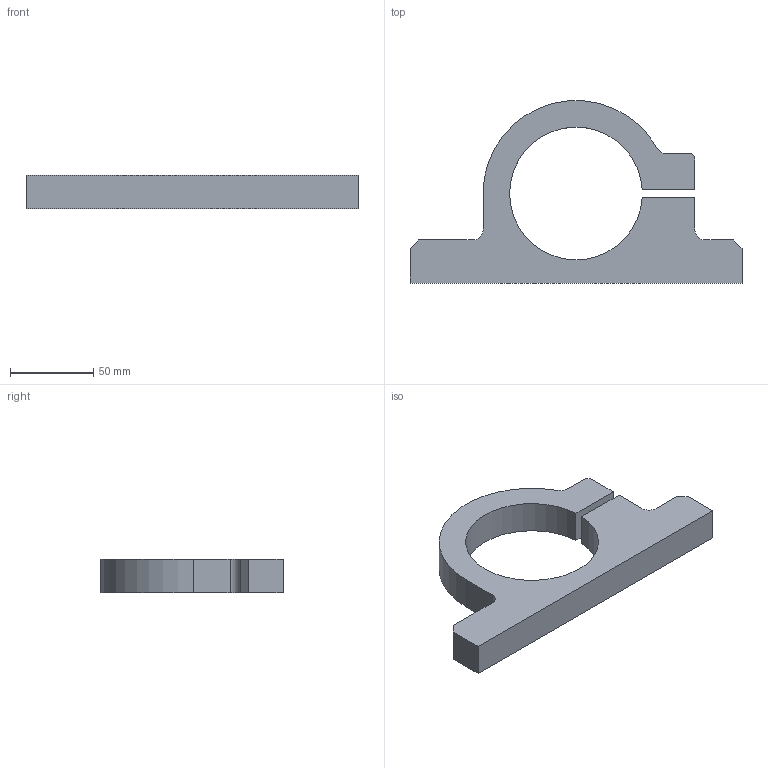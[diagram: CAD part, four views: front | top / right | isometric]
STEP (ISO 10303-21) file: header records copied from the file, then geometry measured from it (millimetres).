
FILE_DESCRIPTION(('CATIA V5 STEP Exchange','CAx-IF Rec.Pracs.--- Model Styling and Organization---1.4--- 2014-01-23'),'2;1');
FILE_NAME('SupGB-80.stp','2018-12-11T14:52:16+00:00',('none'),('none'),'CATIA Version 5-6 Release 2017 SP3','CATIA V5 STEP AP214','none');
FILE_SCHEMA(('AUTOMOTIVE_DESIGN { 1 0 10303 214 1 1 1 1 }'));
Length unit declared in the file: millimetre
Products named in the file (1): Part1.1.2
Bounding box: 200 x 109.83 x 20 mm (x, y, z)
Volume: 175416.3 mm3; surface area: 36288.4 mm2
Topology: 1 solids, 1 shells, 31 faces, 85 edges, 55 vertices
Faces by surface type: plane 17, cylinder 12, cone 2
Entity records: 941 total; most frequent: CARTESIAN_POINT 167, ORIENTED_EDGE 166, DIRECTION 130, EDGE_CURVE 83, VECTOR 57, LINE 57, VERTEX_POINT 55, AXIS2_PLACEMENT_3D 50
